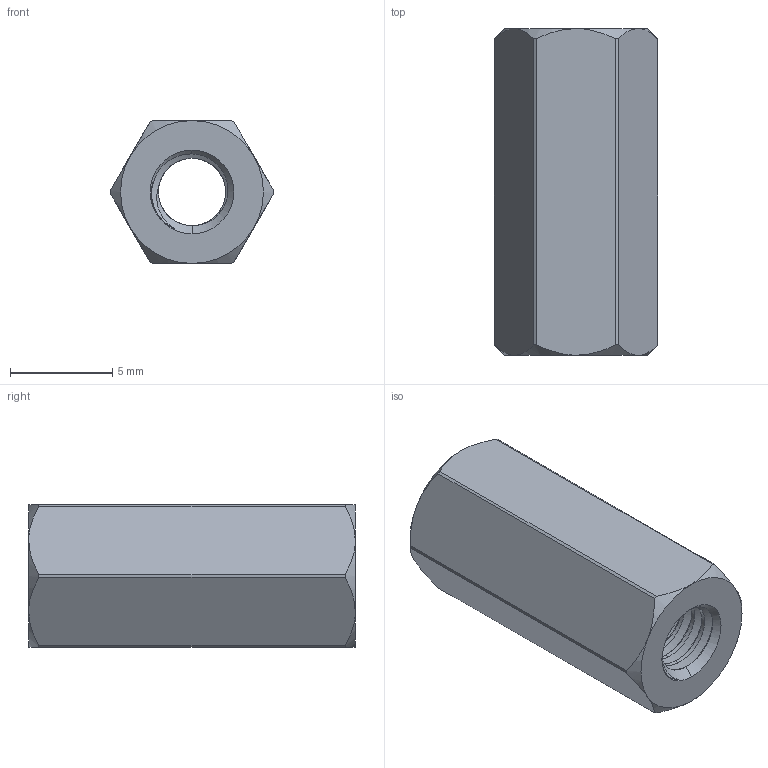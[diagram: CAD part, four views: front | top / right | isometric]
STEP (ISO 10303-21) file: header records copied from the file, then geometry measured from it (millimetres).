
FILE_DESCRIPTION (( 'STEP AP203' ), '1' );
FILE_NAME ('1516-4008-0160.STEP', '2022-08-24T19:53:40', ( '' ), ( '' ), 'SwSTEP 2.0', 'SolidWorks 2016', '' );
FILE_SCHEMA (( 'CONFIG_CONTROL_DESIGN' ));
Length unit declared in the file: millimetre
Products named in the file (1): 1516-4008-0160
Bounding box: 8 x 16 x 7 mm (x, y, z)
Volume: 511 mm3; surface area: 734.1 mm2
Topology: 1 solids, 1 shells, 131 faces, 374 edges, 245 vertices
Faces by surface type: cylinder 101, cone 16, plane 10, bspline 4
Entity records: 9886 total; most frequent: CARTESIAN_POINT 7012, ORIENTED_EDGE 748, DIRECTION 441, EDGE_CURVE 374, VERTEX_POINT 245, AXIS2_PLACEMENT_3D 167, EDGE_LOOP 133, FACE_OUTER_BOUND 131
